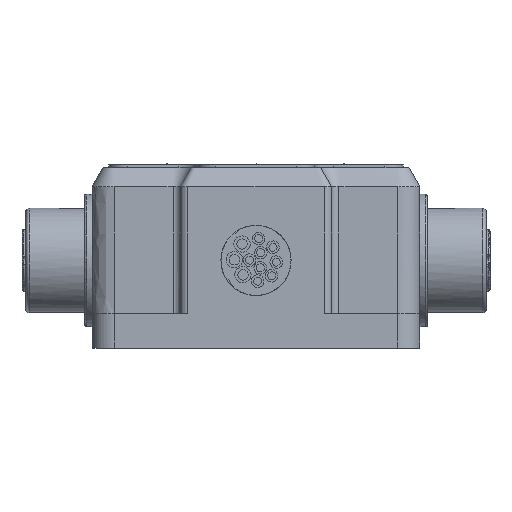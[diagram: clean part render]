
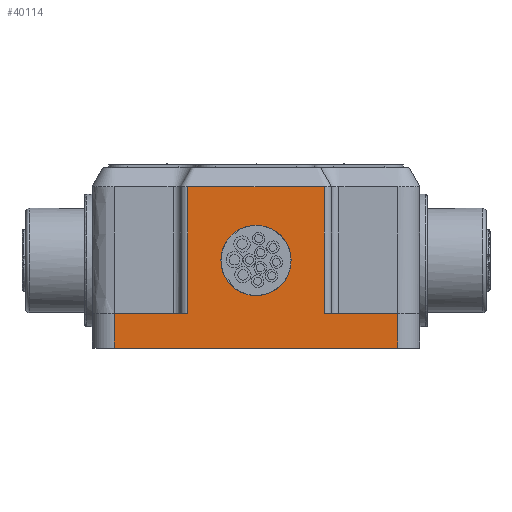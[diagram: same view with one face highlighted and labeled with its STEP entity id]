
A CAD part, front view. The second image highlights one B-rep face of the part: STEP entity #40114.
In plain terms, the highlighted free-form (B-spline) face has degree [1, 1] with [2, 2] control points.
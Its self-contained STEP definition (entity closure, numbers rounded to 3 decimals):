
#40003=CARTESIAN_POINT('',(4.75,0.,11.9));
#40004=VERTEX_POINT('',#40003);
#40005=CARTESIAN_POINT('',(0.,0.,16.65));
#40006=VERTEX_POINT('',#40005);
#40007=CARTESIAN_POINT('',(4.75,0.,11.9));
#40008=CARTESIAN_POINT('',(4.75,0.,16.65));
#40009=CARTESIAN_POINT('',(0.,0.,16.65));
#40010=(BOUNDED_CURVE()B_SPLINE_CURVE(2,(#40007,#40008,#40009),.CIRCULAR_ARC.,.F.,.U.)B_SPLINE_CURVE_WITH_KNOTS((3,3),(0.,0.244),.UNSPECIFIED.)CURVE()GEOMETRIC_REPRESENTATION_ITEM()RATIONAL_B_SPLINE_CURVE((1.,0.634,0.804))REPRESENTATION_ITEM(''));
#40011=EDGE_CURVE('',#40004,#40006,#40010,.T.);
#40022=CARTESIAN_POINT('',(0.,0.,16.65));
#40023=CARTESIAN_POINT('',(-1.273,0.,16.65));
#40024=CARTESIAN_POINT('',(-2.375,0.,16.014));
#40025=CARTESIAN_POINT('',(-9.5,0.,11.9));
#40026=CARTESIAN_POINT('',(-2.375,0.,7.786));
#40027=CARTESIAN_POINT('',(4.75,0.,3.673));
#40028=CARTESIAN_POINT('',(4.75,0.,11.9));
#40029=(BOUNDED_CURVE()B_SPLINE_CURVE(2,(#40022,#40023,#40024,#40025,#40026,#40027,#40028),.CIRCULAR_ARC.,.F.,.U.)B_SPLINE_CURVE_WITH_KNOTS((3,2,2,3),(0.244,0.333,0.667,1.),.UNSPECIFIED.)CURVE()GEOMETRIC_REPRESENTATION_ITEM()RATIONAL_B_SPLINE_CURVE((0.804,0.866,1.,0.5,1.,0.5,1.))REPRESENTATION_ITEM(''));
#40030=EDGE_CURVE('',#40006,#40004,#40029,.T.);
#40035=CARTESIAN_POINT('',(22.147,0.,-11.196));
#40036=CARTESIAN_POINT('',(-22.147,0.,-11.196));
#40037=CARTESIAN_POINT('',(22.147,0.,33.099));
#40038=CARTESIAN_POINT('',(-22.147,0.,33.099));
#40039=B_SPLINE_SURFACE_WITH_KNOTS('',1,1,((#40035,#40036),(#40037,#40038)),.PLANE_SURF.,.F.,.F.,.U.,(2,2),(2,2),(0.,1.),(0.,1.),.UNSPECIFIED.);
#40040=CARTESIAN_POINT('',(9.251,0.,21.9));
#40041=VERTEX_POINT('',#40040);
#40042=CARTESIAN_POINT('',(-9.25,0.,21.9));
#40043=VERTEX_POINT('',#40042);
#40044=CARTESIAN_POINT('',(9.251,0.,21.9));
#40045=CARTESIAN_POINT('',(6.168,0.,21.9));
#40046=CARTESIAN_POINT('',(1.542,0.,21.9));
#40047=CARTESIAN_POINT('',(-3.083,0.,21.9));
#40048=CARTESIAN_POINT('',(-5.396,0.,21.9));
#40049=CARTESIAN_POINT('',(-6.166,0.,21.9));
#40050=CARTESIAN_POINT('',(-7.323,0.,21.9));
#40051=CARTESIAN_POINT('',(-7.708,0.,21.9));
#40052=CARTESIAN_POINT('',(-8.286,0.,21.9));
#40053=CARTESIAN_POINT('',(-8.575,0.,21.9));
#40054=CARTESIAN_POINT('',(-8.865,0.,21.9));
#40055=CARTESIAN_POINT('',(-9.057,0.,21.9));
#40056=CARTESIAN_POINT('',(-9.154,0.,21.902));
#40057=CARTESIAN_POINT('',(-9.25,0.,21.899));
#40058=B_SPLINE_CURVE_WITH_KNOTS('',3,(#40044,#40045,#40046,#40047,#40048,#40049,#40050,#40051,#40052,#40053,#40054,#40055,#40056,#40057),.UNSPECIFIED.,.F.,.U.,(4,1,2,2,2,1,2,4),(0.,0.009,0.014,0.016,0.017,0.018,0.018,0.019),.UNSPECIFIED.);
#40059=EDGE_CURVE('',#40041,#40043,#40058,.T.);
#40060=ORIENTED_EDGE('',*,*,#40059,.T.);
#40061=CARTESIAN_POINT('',(-9.25,0.,4.7));
#40062=VERTEX_POINT('',#40061);
#40063=CARTESIAN_POINT('',(-9.25,0.,21.9));
#40064=CARTESIAN_POINT('',(-9.25,0.,4.7));
#40065=B_SPLINE_CURVE_WITH_KNOTS('',1,(#40063,#40064),.POLYLINE_FORM.,.F.,.U.,(2,2),(0.,1.),.UNSPECIFIED.);
#40066=EDGE_CURVE('',#40043,#40062,#40065,.T.);
#40067=ORIENTED_EDGE('',*,*,#40066,.T.);
#40068=CARTESIAN_POINT('',(-19.25,0.,4.7));
#40069=VERTEX_POINT('',#40068);
#40070=CARTESIAN_POINT('',(-9.25,0.,4.7));
#40071=CARTESIAN_POINT('',(-19.25,0.,4.7));
#40072=B_SPLINE_CURVE_WITH_KNOTS('',1,(#40070,#40071),.POLYLINE_FORM.,.F.,.U.,(2,2),(0.,1.),.UNSPECIFIED.);
#40073=EDGE_CURVE('',#40062,#40069,#40072,.T.);
#40074=ORIENTED_EDGE('',*,*,#40073,.T.);
#40075=CARTESIAN_POINT('',(-19.25,0.,0.));
#40076=VERTEX_POINT('',#40075);
#40077=CARTESIAN_POINT('',(-19.25,0.,4.7));
#40078=CARTESIAN_POINT('',(-19.25,0.,0.));
#40079=B_SPLINE_CURVE_WITH_KNOTS('',1,(#40077,#40078),.POLYLINE_FORM.,.F.,.U.,(2,2),(0.,1.),.UNSPECIFIED.);
#40080=EDGE_CURVE('',#40069,#40076,#40079,.T.);
#40081=ORIENTED_EDGE('',*,*,#40080,.T.);
#40082=CARTESIAN_POINT('',(19.25,0.,0.));
#40083=VERTEX_POINT('',#40082);
#40084=CARTESIAN_POINT('',(-19.25,0.,0.));
#40085=CARTESIAN_POINT('',(19.25,0.,0.));
#40086=B_SPLINE_CURVE_WITH_KNOTS('',1,(#40084,#40085),.POLYLINE_FORM.,.F.,.U.,(2,2),(0.,1.),.UNSPECIFIED.);
#40087=EDGE_CURVE('',#40076,#40083,#40086,.T.);
#40088=ORIENTED_EDGE('',*,*,#40087,.T.);
#40089=CARTESIAN_POINT('',(19.25,0.,4.7));
#40090=VERTEX_POINT('',#40089);
#40091=CARTESIAN_POINT('',(19.25,0.,0.));
#40092=CARTESIAN_POINT('',(19.25,0.,4.7));
#40093=B_SPLINE_CURVE_WITH_KNOTS('',1,(#40091,#40092),.POLYLINE_FORM.,.F.,.U.,(2,2),(0.,1.),.UNSPECIFIED.);
#40094=EDGE_CURVE('',#40083,#40090,#40093,.T.);
#40095=ORIENTED_EDGE('',*,*,#40094,.T.);
#40096=CARTESIAN_POINT('',(9.25,0.,4.7));
#40097=VERTEX_POINT('',#40096);
#40098=CARTESIAN_POINT('',(19.25,0.,4.7));
#40099=CARTESIAN_POINT('',(9.25,0.,4.7));
#40100=B_SPLINE_CURVE_WITH_KNOTS('',1,(#40098,#40099),.POLYLINE_FORM.,.F.,.U.,(2,2),(0.,1.),.UNSPECIFIED.);
#40101=EDGE_CURVE('',#40090,#40097,#40100,.T.);
#40102=ORIENTED_EDGE('',*,*,#40101,.T.);
#40103=CARTESIAN_POINT('',(9.25,0.,4.7));
#40104=CARTESIAN_POINT('',(9.251,0.,21.9));
#40105=B_SPLINE_CURVE_WITH_KNOTS('',1,(#40103,#40104),.POLYLINE_FORM.,.F.,.U.,(2,2),(0.,1.),.UNSPECIFIED.);
#40106=EDGE_CURVE('',#40097,#40041,#40105,.T.);
#40107=ORIENTED_EDGE('',*,*,#40106,.T.);
#40108=EDGE_LOOP('',(#40060,#40067,#40074,#40081,#40088,#40095,#40102,#40107));
#40109=FACE_OUTER_BOUND('',#40108,.T.);
#40110=ORIENTED_EDGE('',*,*,#40030,.F.);
#40111=ORIENTED_EDGE('',*,*,#40011,.F.);
#40112=EDGE_LOOP('',(#40110,#40111));
#40113=FACE_BOUND('',#40112,.T.);
#40114=ADVANCED_FACE('',(#40109,#40113),#40039,.T.);
